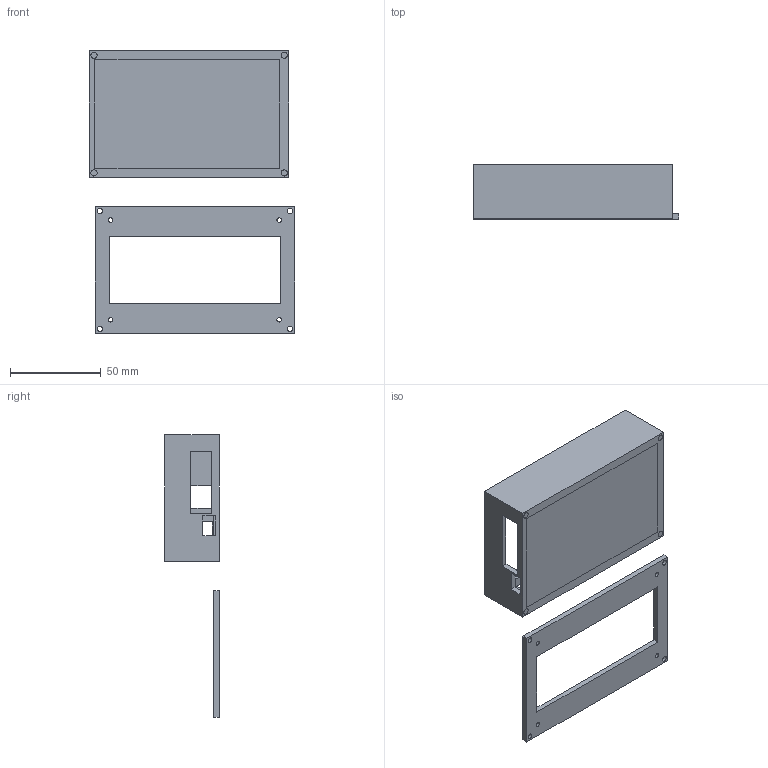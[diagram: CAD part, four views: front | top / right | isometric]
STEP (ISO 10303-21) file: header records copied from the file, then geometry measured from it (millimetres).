
FILE_DESCRIPTION(/* description */ (''),/* implementation_level */ '2;1');
FILE_NAME(/* name */ 'FurModularity case.step',/* time_stamp */ '2026-01-24T15:25:26-03:00',/* author */ (''),/* organization */ (''),/* preprocessor_version */ 'ST-DEVELOPER v20.1',/* originating_system */ 'Autodesk Translation Framework v14.24.0.0',/* authorisation */ '');
FILE_SCHEMA (('AUTOMOTIVE_DESIGN { 1 0 10303 214 3 1 1 }'));
Length unit declared in the file: millimetre
Products named in the file (1): 2026-01-23-19-48-48-350
Bounding box: 113.19 x 30 x 156.02 mm (x, y, z)
Volume: 69566 mm3; surface area: 47184.2 mm2
Topology: 7 solids, 7 shells, 78 faces, 192 edges, 128 vertices
Faces by surface type: plane 62, cylinder 16
Full cylindrical faces by diameter (mm): 2.5 x4, 3 x4, 3.4 x8
Entity records: 2441 total; most frequent: CARTESIAN_POINT 399, ORIENTED_EDGE 384, DIRECTION 382, EDGE_CURVE 192, LINE 160, VECTOR 160, VERTEX_POINT 128, EDGE_LOOP 120
